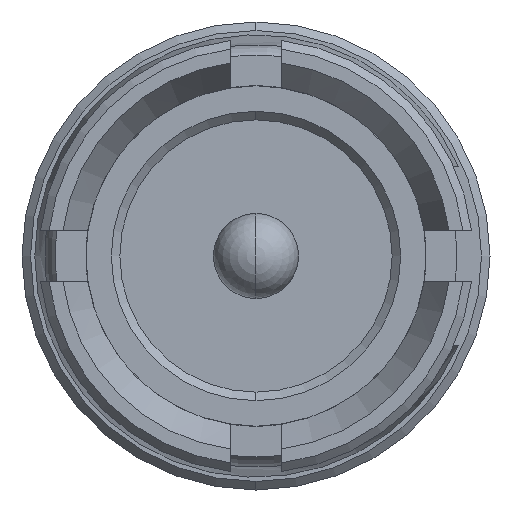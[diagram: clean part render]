
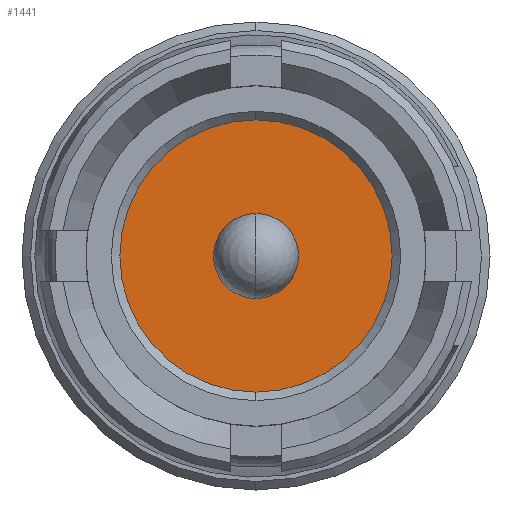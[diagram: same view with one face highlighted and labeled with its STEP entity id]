
A CAD part, left-side view. The second image highlights one B-rep face of the part: STEP entity #1441.
In plain terms, the highlighted planar face has unit normal (-1, 0, 0).
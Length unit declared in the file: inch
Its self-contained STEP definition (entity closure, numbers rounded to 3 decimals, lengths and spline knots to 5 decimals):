
#173=CARTESIAN_POINT('',(-0.05472,0.,0.));
#174=DIRECTION('',(-1.,0.,0.));
#175=DIRECTION('',(0.,0.,1.));
#176=AXIS2_PLACEMENT_3D('',#173,#174,#175);
#182=CARTESIAN_POINT('',(-0.05472,0.,0.));
#183=DIRECTION('',(-1.,0.,0.));
#184=DIRECTION('',(0.,0.,-1.));
#185=AXIS2_PLACEMENT_3D('',#182,#183,#184);
#187=CARTESIAN_POINT('',(-0.05472,0.,0.));
#188=DIRECTION('',(-1.,0.,0.));
#189=DIRECTION('',(0.,0.,1.));
#190=AXIS2_PLACEMENT_3D('',#187,#188,#189);
#192=CARTESIAN_POINT('',(-0.05472,0.,0.));
#193=DIRECTION('',(-1.,0.,0.));
#194=DIRECTION('',(0.,0.,-1.));
#195=AXIS2_PLACEMENT_3D('',#192,#193,#194);
#1123=CARTESIAN_POINT('',(-0.05472,0.,-0.06299));
#1124=CARTESIAN_POINT('',(-0.05472,0.,0.06299));
#1125=VERTEX_POINT('',#1123);
#1126=VERTEX_POINT('',#1124);
#1163=CARTESIAN_POINT('',(-0.05472,0.,-0.01969));
#1164=CARTESIAN_POINT('',(-0.05472,0.,0.01969));
#1165=VERTEX_POINT('',#1163);
#1166=VERTEX_POINT('',#1164);
#1425=CARTESIAN_POINT('',(-0.05472,0.,0.));
#1426=DIRECTION('',(1.,0.,0.));
#1427=DIRECTION('',(0.,-1.,0.));
#1428=AXIS2_PLACEMENT_3D('',#1425,#1426,#1427);
#1429=PLANE('',#1428);
#1431=ORIENTED_EDGE('',*,*,#1430,.F.);
#1432=ORIENTED_EDGE('',*,*,#1415,.F.);
#1433=EDGE_LOOP('',(#1431,#1432));
#1434=FACE_OUTER_BOUND('',#1433,.F.);
#1436=ORIENTED_EDGE('',*,*,#1435,.T.);
#1438=ORIENTED_EDGE('',*,*,#1437,.T.);
#1439=EDGE_LOOP('',(#1436,#1438));
#1440=FACE_BOUND('',#1439,.F.);
#1441=ADVANCED_FACE('',(#1434,#1440),#1429,.F.);
#177=CIRCLE('',#176,0.06299);
#186=CIRCLE('',#185,0.01969);
#191=CIRCLE('',#190,0.01969);
#196=CIRCLE('',#195,0.06299);
#1415=EDGE_CURVE('',#1126,#1125,#177,.T.);
#1430=EDGE_CURVE('',#1125,#1126,#196,.T.);
#1435=EDGE_CURVE('',#1165,#1166,#186,.T.);
#1437=EDGE_CURVE('',#1166,#1165,#191,.T.);
